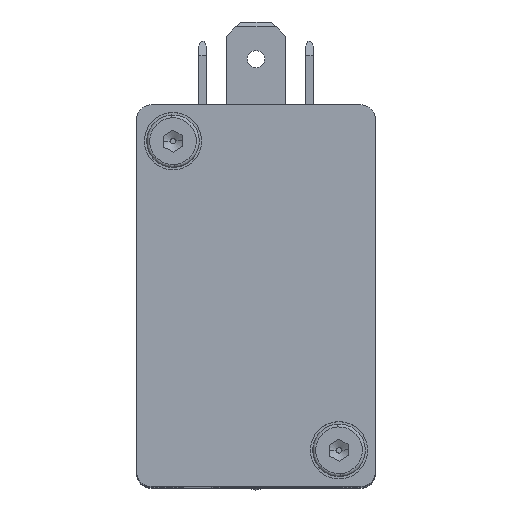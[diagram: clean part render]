
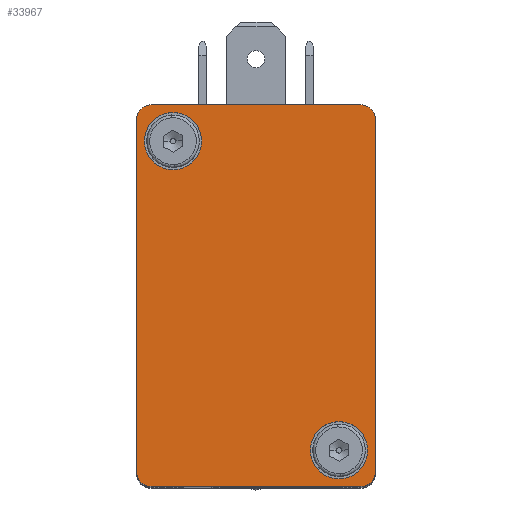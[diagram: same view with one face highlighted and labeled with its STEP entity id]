
A CAD part, top view. The second image highlights one B-rep face of the part: STEP entity #33967.
In plain terms, the highlighted face is planar.
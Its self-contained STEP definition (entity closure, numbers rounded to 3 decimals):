
#32417=CARTESIAN_POINT('',(7.2,13.75,15.2));
#32418=VERTEX_POINT('',#32417);
#32434=CARTESIAN_POINT('',(7.2,13.75,9.2));
#32435=VERTEX_POINT('',#32434);
#32442=CARTESIAN_POINT('',(7.2,13.75,12.2));
#32443=DIRECTION('',(0.0,-1.0,0.0));
#32444=DIRECTION('',(0.0,0.0,1.0));
#32445=AXIS2_PLACEMENT_3D('',#32442,#32443,#32444);
#32446=CIRCLE('',#32445,3.0);
#32447=EDGE_CURVE('',#32418,#32435,#32446,.T.);
#32459=CARTESIAN_POINT('',(-10.2,13.75,-17.2));
#32460=VERTEX_POINT('',#32459);
#32476=CARTESIAN_POINT('',(-10.2,13.75,-23.2));
#32477=VERTEX_POINT('',#32476);
#32484=CARTESIAN_POINT('',(-10.2,13.75,-20.2));
#32485=DIRECTION('',(0.0,-1.0,0.0));
#32486=DIRECTION('',(0.0,0.0,1.0));
#32487=AXIS2_PLACEMENT_3D('',#32484,#32485,#32486);
#32488=CIRCLE('',#32487,3.0);
#32489=EDGE_CURVE('',#32460,#32477,#32488,.T.);
#32501=CARTESIAN_POINT('',(-13.561,13.75,15.561));
#32502=VERTEX_POINT('',#32501);
#32518=CARTESIAN_POINT('',(-12.5,13.75,16.));
#32519=VERTEX_POINT('',#32518);
#32526=CARTESIAN_POINT('',(-12.5,13.75,14.5));
#32527=DIRECTION('',(0.0,-1.,0.0));
#32528=DIRECTION('',(-0.707,0.0,0.707));
#32529=AXIS2_PLACEMENT_3D('',#32526,#32527,#32528);
#32530=CIRCLE('',#32529,1.5);
#32531=EDGE_CURVE('',#32519,#32502,#32530,.T.);
#32543=CARTESIAN_POINT('',(-13.561,13.75,-23.561));
#32544=VERTEX_POINT('',#32543);
#32560=CARTESIAN_POINT('',(-14.0,13.75,-22.5));
#32561=VERTEX_POINT('',#32560);
#32568=CARTESIAN_POINT('',(-12.5,13.75,-22.5));
#32569=DIRECTION('',(0.0,-1.,0.0));
#32570=DIRECTION('',(-0.707,0.0,-0.707));
#32571=AXIS2_PLACEMENT_3D('',#32568,#32569,#32570);
#32572=CIRCLE('',#32571,1.5);
#32573=EDGE_CURVE('',#32561,#32544,#32572,.T.);
#32585=CARTESIAN_POINT('',(10.561,13.75,-23.561));
#32586=VERTEX_POINT('',#32585);
#32602=CARTESIAN_POINT('',(9.5,13.75,-24.0));
#32603=VERTEX_POINT('',#32602);
#32610=CARTESIAN_POINT('',(9.5,13.75,-22.5));
#32611=DIRECTION('',(0.0,-1.,0.0));
#32612=DIRECTION('',(0.707,0.0,-0.707));
#32613=AXIS2_PLACEMENT_3D('',#32610,#32611,#32612);
#32614=CIRCLE('',#32613,1.5);
#32615=EDGE_CURVE('',#32603,#32586,#32614,.T.);
#32627=CARTESIAN_POINT('',(10.561,13.75,15.561));
#32628=VERTEX_POINT('',#32627);
#32644=CARTESIAN_POINT('',(11.0,13.75,14.5));
#32645=VERTEX_POINT('',#32644);
#32652=CARTESIAN_POINT('',(9.5,13.75,14.5));
#32653=DIRECTION('',(0.0,-1.,0.0));
#32654=DIRECTION('',(0.707,0.0,0.707));
#32655=AXIS2_PLACEMENT_3D('',#32652,#32653,#32654);
#32656=CIRCLE('',#32655,1.5);
#32657=EDGE_CURVE('',#32645,#32628,#32656,.T.);
#33840=CARTESIAN_POINT('',(9.5,13.75,16.));
#33841=VERTEX_POINT('',#33840);
#33842=CARTESIAN_POINT('',(9.5,13.75,14.5));
#33843=DIRECTION('',(0.0,-1.,0.0));
#33844=DIRECTION('',(0.707,0.0,0.707));
#33845=AXIS2_PLACEMENT_3D('',#33842,#33843,#33844);
#33846=CIRCLE('',#33845,1.5);
#33847=EDGE_CURVE('',#32628,#33841,#33846,.T.);
#33873=CARTESIAN_POINT('',(9.5,13.75,16.));
#33874=DIRECTION('',(-1.0,0.0,0.0));
#33875=VECTOR('',#33874,22.0);
#33876=LINE('',#33873,#33875);
#33877=EDGE_CURVE('',#33841,#32519,#33876,.T.);
#33889=CARTESIAN_POINT('',(0.,13.75,0.));
#33890=DIRECTION('',(0.0,1.0,0.0));
#33891=DIRECTION('',(0.0,0.0,1.0));
#33892=AXIS2_PLACEMENT_3D('',#33889,#33890,#33891);
#33893=PLANE('',#33892);
#33894=ORIENTED_EDGE('',*,*,#32657,.F.);
#33895=CARTESIAN_POINT('',(11.0,13.75,-22.5));
#33896=VERTEX_POINT('',#33895);
#33897=CARTESIAN_POINT('',(11.0,13.75,-22.5));
#33898=DIRECTION('',(0.0,0.0,1.0));
#33899=VECTOR('',#33898,37.0);
#33900=LINE('',#33897,#33899);
#33901=EDGE_CURVE('',#33896,#32645,#33900,.T.);
#33902=ORIENTED_EDGE('',*,*,#33901,.F.);
#33903=CARTESIAN_POINT('',(9.5,13.75,-22.5));
#33904=DIRECTION('',(0.0,-1.,0.0));
#33905=DIRECTION('',(0.707,0.0,-0.707));
#33906=AXIS2_PLACEMENT_3D('',#33903,#33904,#33905);
#33907=CIRCLE('',#33906,1.5);
#33908=EDGE_CURVE('',#32586,#33896,#33907,.T.);
#33909=ORIENTED_EDGE('',*,*,#33908,.F.);
#33910=ORIENTED_EDGE('',*,*,#32615,.F.);
#33911=CARTESIAN_POINT('',(-12.5,13.75,-24.0));
#33912=VERTEX_POINT('',#33911);
#33913=CARTESIAN_POINT('',(-12.5,13.75,-24.0));
#33914=DIRECTION('',(1.0,0.0,0.0));
#33915=VECTOR('',#33914,22.0);
#33916=LINE('',#33913,#33915);
#33917=EDGE_CURVE('',#33912,#32603,#33916,.T.);
#33918=ORIENTED_EDGE('',*,*,#33917,.F.);
#33919=CARTESIAN_POINT('',(-12.5,13.75,-22.5));
#33920=DIRECTION('',(0.0,-1.,0.0));
#33921=DIRECTION('',(-0.707,0.0,-0.707));
#33922=AXIS2_PLACEMENT_3D('',#33919,#33920,#33921);
#33923=CIRCLE('',#33922,1.5);
#33924=EDGE_CURVE('',#32544,#33912,#33923,.T.);
#33925=ORIENTED_EDGE('',*,*,#33924,.F.);
#33926=ORIENTED_EDGE('',*,*,#32573,.F.);
#33927=CARTESIAN_POINT('',(-14.0,13.75,14.5));
#33928=VERTEX_POINT('',#33927);
#33929=CARTESIAN_POINT('',(-14.0,13.75,14.5));
#33930=DIRECTION('',(0.0,0.0,-1.0));
#33931=VECTOR('',#33930,37.0);
#33932=LINE('',#33929,#33931);
#33933=EDGE_CURVE('',#33928,#32561,#33932,.T.);
#33934=ORIENTED_EDGE('',*,*,#33933,.F.);
#33935=CARTESIAN_POINT('',(-12.5,13.75,14.5));
#33936=DIRECTION('',(0.0,-1.,0.0));
#33937=DIRECTION('',(-0.707,0.0,0.707));
#33938=AXIS2_PLACEMENT_3D('',#33935,#33936,#33937);
#33939=CIRCLE('',#33938,1.5);
#33940=EDGE_CURVE('',#32502,#33928,#33939,.T.);
#33941=ORIENTED_EDGE('',*,*,#33940,.F.);
#33942=ORIENTED_EDGE('',*,*,#32531,.F.);
#33943=ORIENTED_EDGE('',*,*,#33877,.F.);
#33944=ORIENTED_EDGE('',*,*,#33847,.F.);
#33945=EDGE_LOOP('',(#33894,#33902,#33909,#33910,#33918,#33925,#33926,#33934,#33941,#33942,#33943,#33944));
#33946=FACE_OUTER_BOUND('',#33945,.T.);
#33947=ORIENTED_EDGE('',*,*,#32489,.T.);
#33948=CARTESIAN_POINT('',(-10.2,13.75,-20.2));
#33949=DIRECTION('',(0.0,-1.0,0.0));
#33950=DIRECTION('',(0.0,0.0,1.0));
#33951=AXIS2_PLACEMENT_3D('',#33948,#33949,#33950);
#33952=CIRCLE('',#33951,3.0);
#33953=EDGE_CURVE('',#32477,#32460,#33952,.T.);
#33954=ORIENTED_EDGE('',*,*,#33953,.T.);
#33955=EDGE_LOOP('',(#33947,#33954));
#33956=FACE_BOUND('',#33955,.T.);
#33957=ORIENTED_EDGE('',*,*,#32447,.T.);
#33958=CARTESIAN_POINT('',(7.2,13.75,12.2));
#33959=DIRECTION('',(0.0,-1.0,0.0));
#33960=DIRECTION('',(0.0,0.0,1.0));
#33961=AXIS2_PLACEMENT_3D('',#33958,#33959,#33960);
#33962=CIRCLE('',#33961,3.0);
#33963=EDGE_CURVE('',#32435,#32418,#33962,.T.);
#33964=ORIENTED_EDGE('',*,*,#33963,.T.);
#33965=EDGE_LOOP('',(#33957,#33964));
#33966=FACE_BOUND('',#33965,.T.);
#33967=ADVANCED_FACE('',(#33946,#33956,#33966),#33893,.T.);
